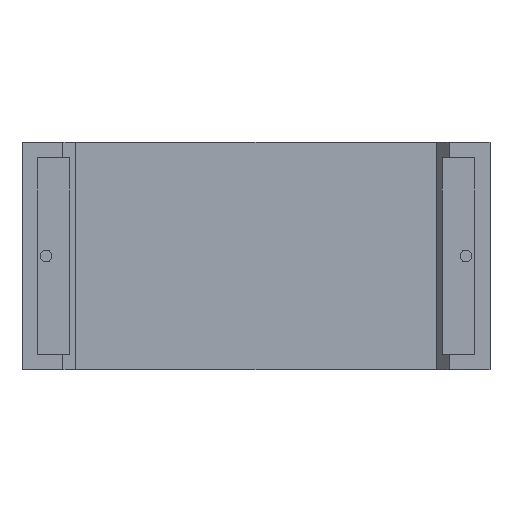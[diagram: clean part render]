
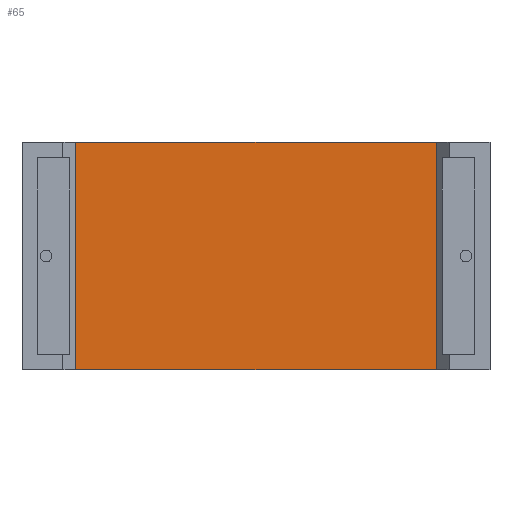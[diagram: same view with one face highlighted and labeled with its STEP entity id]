
A CAD part, front view. The second image highlights one B-rep face of the part: STEP entity #65.
In plain terms, the highlighted planar face has unit normal (0, -1, 0).
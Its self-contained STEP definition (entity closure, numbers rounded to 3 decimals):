
#65 = ADVANCED_FACE ( 'NONE', ( #2042 ), #2960, .F. ) ;
#316 = ORIENTED_EDGE ( 'NONE', *, *, #2019, .F. ) ;
#397 = DIRECTION ( 'NONE',  ( -1., 0., 0. ) ) ;
#468 = ORIENTED_EDGE ( 'NONE', *, *, #2936, .T. ) ;
#578 = CARTESIAN_POINT ( 'NONE',  ( 20.9, 1.383, 0. ) ) ;
#604 = LINE ( 'NONE', #1149, #814 ) ;
#606 = DIRECTION ( 'NONE',  ( 0., 1., 0. ) ) ;
#720 = VERTEX_POINT ( 'NONE', #1277 ) ;
#814 = VECTOR ( 'NONE', #2894, 1000. ) ;
#908 = CARTESIAN_POINT ( 'NONE',  ( 36.989, 1.383, 20.3 ) ) ;
#924 = LINE ( 'NONE', #1321, #2504 ) ;
#936 = ORIENTED_EDGE ( 'NONE', *, *, #2772, .F. ) ;
#1051 = CARTESIAN_POINT ( 'NONE',  ( 4.811, 1.383, 0. ) ) ;
#1149 = CARTESIAN_POINT ( 'NONE',  ( 20.9, 1.383, 20.3 ) ) ;
#1277 = CARTESIAN_POINT ( 'NONE',  ( 4.811, 1.383, 0. ) ) ;
#1321 = CARTESIAN_POINT ( 'NONE',  ( 20.9, 1.383, 0. ) ) ;
#1345 = VECTOR ( 'NONE', #2916, 1000. ) ;
#1470 = CARTESIAN_POINT ( 'NONE',  ( 36.989, 1.383, 0. ) ) ;
#1535 = DIRECTION ( 'NONE',  ( -1., 0., 0. ) ) ;
#1563 = LINE ( 'NONE', #1051, #2274 ) ;
#1628 = EDGE_LOOP ( 'NONE', ( #468, #936, #316, #2411 ) ) ;
#1745 = EDGE_CURVE ( 'NONE', #1777, #3028, #2717, .T. ) ;
#1777 = VERTEX_POINT ( 'NONE', #2209 ) ;
#2019 = EDGE_CURVE ( 'NONE', #1777, #720, #924, .T. ) ;
#2024 = AXIS2_PLACEMENT_3D ( 'NONE', #578, #606, #1535 ) ;
#2042 = FACE_OUTER_BOUND ( 'NONE', #1628, .T. ) ;
#2209 = CARTESIAN_POINT ( 'NONE',  ( 36.989, 1.383, 0. ) ) ;
#2274 = VECTOR ( 'NONE', #2963, 1000. ) ;
#2411 = ORIENTED_EDGE ( 'NONE', *, *, #1745, .T. ) ;
#2433 = VERTEX_POINT ( 'NONE', #2540 ) ;
#2504 = VECTOR ( 'NONE', #397, 1000. ) ;
#2540 = CARTESIAN_POINT ( 'NONE',  ( 4.811, 1.383, 20.3 ) ) ;
#2717 = LINE ( 'NONE', #1470, #1345 ) ;
#2772 = EDGE_CURVE ( 'NONE', #720, #2433, #1563, .T. ) ;
#2894 = DIRECTION ( 'NONE',  ( -1., 0., 0. ) ) ;
#2916 = DIRECTION ( 'NONE',  ( 0., 0., 1. ) ) ;
#2936 = EDGE_CURVE ( 'NONE', #3028, #2433, #604, .T. ) ;
#2960 = PLANE ( 'NONE',  #2024 ) ;
#2963 = DIRECTION ( 'NONE',  ( 0., 0., 1. ) ) ;
#3028 = VERTEX_POINT ( 'NONE', #908 ) ;
